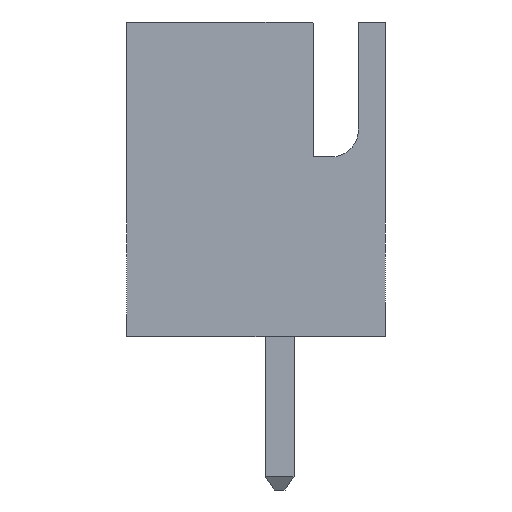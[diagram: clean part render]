
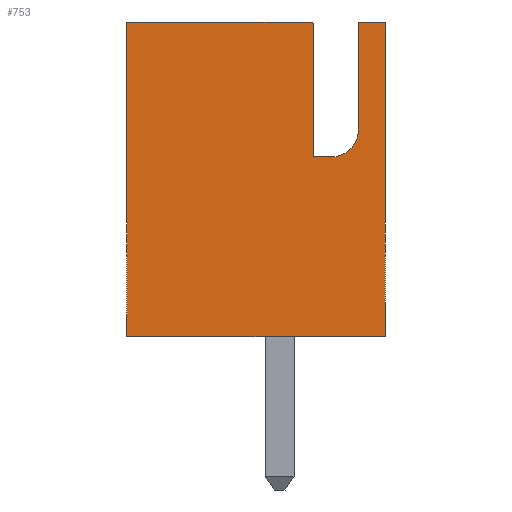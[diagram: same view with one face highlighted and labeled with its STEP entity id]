
A CAD part, left-side view. The second image highlights one B-rep face of the part: STEP entity #753.
In plain terms, the highlighted planar face has unit normal (-1, 0, 0).
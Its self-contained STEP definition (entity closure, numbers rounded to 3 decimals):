
#78 = VERTEX_POINT('',#79);
#79 = CARTESIAN_POINT('',(-8.7,-2.875,0.));
#85 = EDGE_CURVE('',#78,#86,#88,.T.);
#86 = VERTEX_POINT('',#87);
#87 = CARTESIAN_POINT('',(-8.7,-2.875,7.));
#88 = LINE('',#89,#90);
#89 = CARTESIAN_POINT('',(-8.7,-2.875,0.));
#90 = VECTOR('',#91,1.);
#91 = DIRECTION('',(0.,0.,1.));
#712 = VERTEX_POINT('',#713);
#713 = CARTESIAN_POINT('',(-8.7,2.875,0.));
#719 = EDGE_CURVE('',#712,#78,#720,.T.);
#720 = LINE('',#721,#722);
#721 = CARTESIAN_POINT('',(-8.7,2.875,0.));
#722 = VECTOR('',#723,1.);
#723 = DIRECTION('',(0.,-1.,0.));
#753 = ADVANCED_FACE('',(#754),#822,.F.);
#754 = FACE_BOUND('',#755,.F.);
#755 = EDGE_LOOP('',(#756,#766,#774,#783,#791,#797,#798,#799,#807,#815)
  );
#756 = ORIENTED_EDGE('',*,*,#757,.F.);
#757 = EDGE_CURVE('',#758,#760,#762,.T.);
#758 = VERTEX_POINT('',#759);
#759 = CARTESIAN_POINT('',(-8.7,-1.275,4.));
#760 = VERTEX_POINT('',#761);
#761 = CARTESIAN_POINT('',(-8.7,-1.275,6.95));
#762 = LINE('',#763,#764);
#763 = CARTESIAN_POINT('',(-8.7,-1.275,2.));
#764 = VECTOR('',#765,1.);
#765 = DIRECTION('',(0.,0.,1.));
#766 = ORIENTED_EDGE('',*,*,#767,.F.);
#767 = EDGE_CURVE('',#768,#758,#770,.T.);
#768 = VERTEX_POINT('',#769);
#769 = CARTESIAN_POINT('',(-8.7,-1.675,4.));
#770 = LINE('',#771,#772);
#771 = CARTESIAN_POINT('',(-8.7,0.6,4.));
#772 = VECTOR('',#773,1.);
#773 = DIRECTION('',(0.,1.,0.));
#774 = ORIENTED_EDGE('',*,*,#775,.F.);
#775 = EDGE_CURVE('',#776,#768,#778,.T.);
#776 = VERTEX_POINT('',#777);
#777 = CARTESIAN_POINT('',(-8.7,-2.275,4.6));
#778 = CIRCLE('',#779,0.6);
#779 = AXIS2_PLACEMENT_3D('',#780,#781,#782);
#780 = CARTESIAN_POINT('',(-8.7,-1.675,4.6));
#781 = DIRECTION('',(1.,0.,0.));
#782 = DIRECTION('',(0.,1.,0.));
#783 = ORIENTED_EDGE('',*,*,#784,.F.);
#784 = EDGE_CURVE('',#785,#776,#787,.T.);
#785 = VERTEX_POINT('',#786);
#786 = CARTESIAN_POINT('',(-8.7,-2.275,7.));
#787 = LINE('',#788,#789);
#788 = CARTESIAN_POINT('',(-8.7,-2.275,3.5));
#789 = VECTOR('',#790,1.);
#790 = DIRECTION('',(0.,0.,-1.));
#791 = ORIENTED_EDGE('',*,*,#792,.T.);
#792 = EDGE_CURVE('',#785,#86,#793,.T.);
#793 = LINE('',#794,#795);
#794 = CARTESIAN_POINT('',(-8.7,2.875,7.));
#795 = VECTOR('',#796,1.);
#796 = DIRECTION('',(0.,-1.,0.));
#797 = ORIENTED_EDGE('',*,*,#85,.F.);
#798 = ORIENTED_EDGE('',*,*,#719,.F.);
#799 = ORIENTED_EDGE('',*,*,#800,.T.);
#800 = EDGE_CURVE('',#712,#801,#803,.T.);
#801 = VERTEX_POINT('',#802);
#802 = CARTESIAN_POINT('',(-8.7,2.875,7.));
#803 = LINE('',#804,#805);
#804 = CARTESIAN_POINT('',(-8.7,2.875,0.));
#805 = VECTOR('',#806,1.);
#806 = DIRECTION('',(0.,0.,1.));
#807 = ORIENTED_EDGE('',*,*,#808,.T.);
#808 = EDGE_CURVE('',#801,#809,#811,.T.);
#809 = VERTEX_POINT('',#810);
#810 = CARTESIAN_POINT('',(-8.7,-1.225,7.));
#811 = LINE('',#812,#813);
#812 = CARTESIAN_POINT('',(-8.7,2.875,7.));
#813 = VECTOR('',#814,1.);
#814 = DIRECTION('',(0.,-1.,0.));
#815 = ORIENTED_EDGE('',*,*,#816,.T.);
#816 = EDGE_CURVE('',#809,#760,#817,.T.);
#817 = CIRCLE('',#818,0.05);
#818 = AXIS2_PLACEMENT_3D('',#819,#820,#821);
#819 = CARTESIAN_POINT('',(-8.7,-1.225,6.95));
#820 = DIRECTION('',(1.,-0.,0.));
#821 = DIRECTION('',(0.,0.,-1.));
#822 = PLANE('',#823);
#823 = AXIS2_PLACEMENT_3D('',#824,#825,#826);
#824 = CARTESIAN_POINT('',(-8.7,2.875,0.));
#825 = DIRECTION('',(1.,0.,0.));
#826 = DIRECTION('',(0.,-1.,0.));
